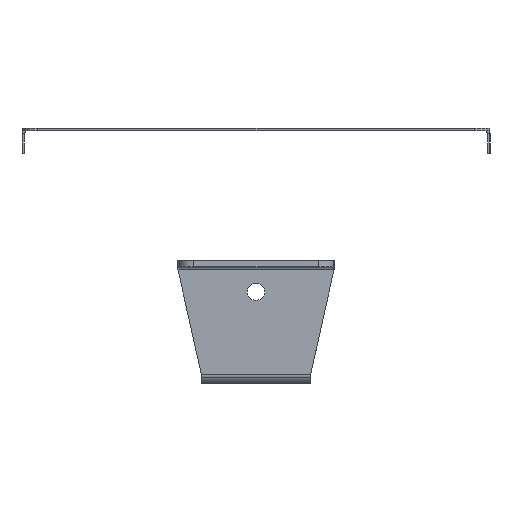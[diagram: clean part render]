
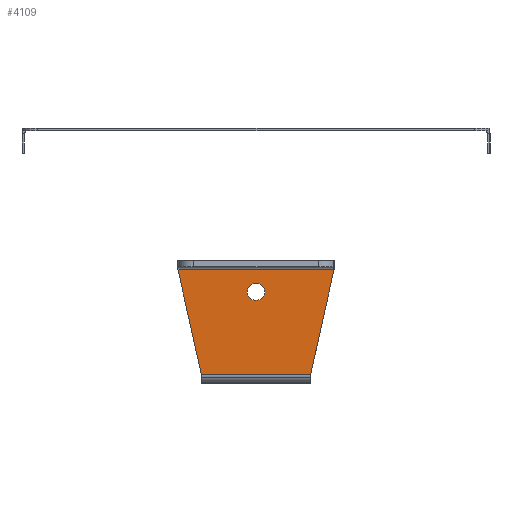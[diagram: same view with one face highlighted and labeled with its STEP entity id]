
A CAD part, left-side view. The second image highlights one B-rep face of the part: STEP entity #4109.
In plain terms, the highlighted planar face has unit normal (-1, 0, 0).
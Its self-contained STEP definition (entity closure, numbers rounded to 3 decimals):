
#61 = FACE_OUTER_BOUND ( 'NONE', #1162, .T. ) ;
#671 = AXIS2_PLACEMENT_3D ( 'NONE', #5024, #4046, #2698 ) ;
#721 = VECTOR ( 'NONE', #5198, 1000. ) ;
#807 = LINE ( 'NONE', #5430, #3038 ) ;
#1010 = CARTESIAN_POINT ( 'NONE',  ( -2., 0., -12.75 ) ) ;
#1072 = EDGE_CURVE ( 'NONE', #5634, #1469, #3035, .T. ) ;
#1106 = CARTESIAN_POINT ( 'NONE',  ( -2., 17.5, -36.5 ) ) ;
#1120 = CARTESIAN_POINT ( 'NONE',  ( -2., 25., -3. ) ) ;
#1135 = VERTEX_POINT ( 'NONE', #1106 ) ;
#1162 = EDGE_LOOP ( 'NONE', ( #1592, #1874, #5529, #5791 ) ) ;
#1469 = VERTEX_POINT ( 'NONE', #4986 ) ;
#1575 = DIRECTION ( 'NONE',  ( 0., 0.218, -0.976 ) ) ;
#1592 = ORIENTED_EDGE ( 'NONE', *, *, #3602, .T. ) ;
#1603 = EDGE_CURVE ( 'NONE', #1469, #4377, #2421, .T. ) ;
#1874 = ORIENTED_EDGE ( 'NONE', *, *, #1603, .F. ) ;
#1897 = VERTEX_POINT ( 'NONE', #4569 ) ;
#2287 = CARTESIAN_POINT ( 'NONE',  ( -2., 0., -10. ) ) ;
#2376 = DIRECTION ( 'NONE',  ( 0., 0., 1. ) ) ;
#2380 = DIRECTION ( 'NONE',  ( -1., 0., 0. ) ) ;
#2421 = LINE ( 'NONE', #3365, #2583 ) ;
#2519 = CARTESIAN_POINT ( 'NONE',  ( -2., 25., -3. ) ) ;
#2527 = EDGE_CURVE ( 'NONE', #4959, #1897, #5064, .T. ) ;
#2583 = VECTOR ( 'NONE', #1575, 1000. ) ;
#2698 = DIRECTION ( 'NONE',  ( 0., 0., 1. ) ) ;
#2864 = FACE_BOUND ( 'NONE', #4399, .T. ) ;
#3010 = ORIENTED_EDGE ( 'NONE', *, *, #2527, .F. ) ;
#3035 = LINE ( 'NONE', #2519, #721 ) ;
#3038 = VECTOR ( 'NONE', #5855, 1000. ) ;
#3204 = EDGE_CURVE ( 'NONE', #1897, #4959, #4974, .T. ) ;
#3300 = DIRECTION ( 'NONE',  ( 0., 0., 1. ) ) ;
#3365 = CARTESIAN_POINT ( 'NONE',  ( -2., -23.253, -10.803 ) ) ;
#3602 = EDGE_CURVE ( 'NONE', #1135, #4377, #3655, .T. ) ;
#3655 = LINE ( 'NONE', #4875, #4511 ) ;
#3731 = PLANE ( 'NONE',  #4041 ) ;
#4041 = AXIS2_PLACEMENT_3D ( 'NONE', #5523, #2380, #3300 ) ;
#4046 = DIRECTION ( 'NONE',  ( -1., 0., 0. ) ) ;
#4109 = ADVANCED_FACE ( 'NONE', ( #2864, #61 ), #3731, .T. ) ;
#4110 = DIRECTION ( 'NONE',  ( -1., 0., 0. ) ) ;
#4377 = VERTEX_POINT ( 'NONE', #4612 ) ;
#4399 = EDGE_LOOP ( 'NONE', ( #3010, #5109 ) ) ;
#4511 = VECTOR ( 'NONE', #5843, 1000. ) ;
#4569 = CARTESIAN_POINT ( 'NONE',  ( -2., 0., -7.25 ) ) ;
#4612 = CARTESIAN_POINT ( 'NONE',  ( -2., -17.5, -36.5 ) ) ;
#4873 = AXIS2_PLACEMENT_3D ( 'NONE', #2287, #4110, #2376 ) ;
#4875 = CARTESIAN_POINT ( 'NONE',  ( -2., 25., -36.5 ) ) ;
#4959 = VERTEX_POINT ( 'NONE', #1010 ) ;
#4974 = CIRCLE ( 'NONE', #671, 2.75 ) ;
#4986 = CARTESIAN_POINT ( 'NONE',  ( -2., -25., -3. ) ) ;
#5024 = CARTESIAN_POINT ( 'NONE',  ( -2., 0., -10. ) ) ;
#5064 = CIRCLE ( 'NONE', #4873, 2.75 ) ;
#5109 = ORIENTED_EDGE ( 'NONE', *, *, #3204, .F. ) ;
#5198 = DIRECTION ( 'NONE',  ( 0., -1., 0. ) ) ;
#5430 = CARTESIAN_POINT ( 'NONE',  ( -2., 25.64, -0.143 ) ) ;
#5523 = CARTESIAN_POINT ( 'NONE',  ( -2., 25., 0. ) ) ;
#5529 = ORIENTED_EDGE ( 'NONE', *, *, #1072, .F. ) ;
#5634 = VERTEX_POINT ( 'NONE', #1120 ) ;
#5738 = EDGE_CURVE ( 'NONE', #1135, #5634, #807, .T. ) ;
#5791 = ORIENTED_EDGE ( 'NONE', *, *, #5738, .F. ) ;
#5843 = DIRECTION ( 'NONE',  ( 0., -1., 0. ) ) ;
#5855 = DIRECTION ( 'NONE',  ( 0., 0.218, 0.976 ) ) ;
